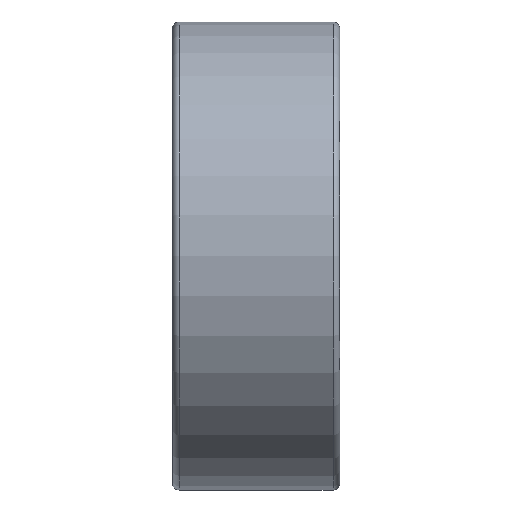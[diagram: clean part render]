
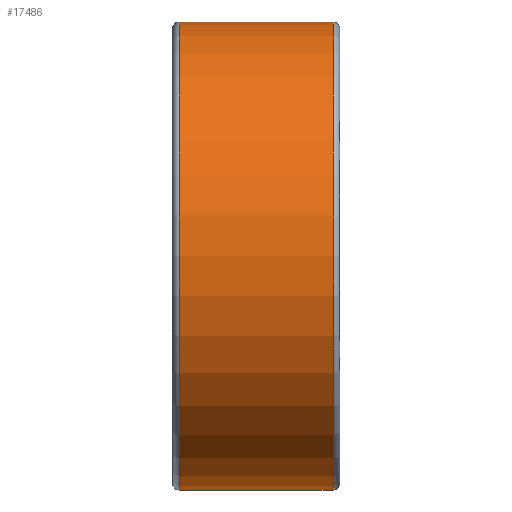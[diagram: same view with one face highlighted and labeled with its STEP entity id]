
A CAD part, top view. The second image highlights one B-rep face of the part: STEP entity #17486.
In plain terms, the highlighted cylindrical face has radius 7 mm (diameter 14 mm), a partial arc.
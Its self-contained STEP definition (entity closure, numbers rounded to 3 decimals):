
#7953=DIRECTION('',(-1.,0.,0.));
#7954=VECTOR('',#7953,4.6);
#7955=CARTESIAN_POINT('',(2.3,7.,0.));
#7956=LINE('',#7955,#7954);
#7960=DIRECTION('',(-1.,0.,0.));
#7961=VECTOR('',#7960,4.6);
#7962=CARTESIAN_POINT('',(2.3,-7.,0.));
#7963=LINE('',#7962,#7961);
#7975=CARTESIAN_POINT('',(2.3,0.,0.));
#7976=DIRECTION('',(1.,0.,0.));
#7977=DIRECTION('',(0.,1.,0.));
#7978=AXIS2_PLACEMENT_3D('',#7975,#7976,#7977);
#7983=CARTESIAN_POINT('',(-2.3,0.,0.));
#7984=DIRECTION('',(1.,0.,0.));
#7985=DIRECTION('',(0.,1.,0.));
#7986=AXIS2_PLACEMENT_3D('',#7983,#7984,#7985);
#14646=CARTESIAN_POINT('',(2.3,7.,0.));
#14647=CARTESIAN_POINT('',(-2.3,7.,0.));
#14648=VERTEX_POINT('',#14646);
#14649=VERTEX_POINT('',#14647);
#14658=CARTESIAN_POINT('',(2.3,-7.,0.));
#14659=CARTESIAN_POINT('',(-2.3,-7.,0.));
#14660=VERTEX_POINT('',#14658);
#14661=VERTEX_POINT('',#14659);
#17474=CARTESIAN_POINT('',(-2.75,0.,0.));
#17475=DIRECTION('',(1.,0.,0.));
#17476=DIRECTION('',(0.,-1.,0.));
#17477=AXIS2_PLACEMENT_3D('',#17474,#17475,#17476);
#17478=CYLINDRICAL_SURFACE('',#17477,7.);
#17479=ORIENTED_EDGE('',*,*,#17464,.F.);
#17480=ORIENTED_EDGE('',*,*,#17441,.T.);
#17481=ORIENTED_EDGE('',*,*,#17468,.T.);
#17483=ORIENTED_EDGE('',*,*,#17482,.F.);
#17484=EDGE_LOOP('',(#17479,#17480,#17481,#17483));
#17485=FACE_OUTER_BOUND('',#17484,.F.);
#7979=CIRCLE('',#7978,7.);
#7987=CIRCLE('',#7986,7.);
#17441=EDGE_CURVE('',#14648,#14660,#7979,.T.);
#17464=EDGE_CURVE('',#14648,#14649,#7956,.T.);
#17468=EDGE_CURVE('',#14660,#14661,#7963,.T.);
#17482=EDGE_CURVE('',#14649,#14661,#7987,.T.);
#17486=ADVANCED_FACE('',(#17485),#17478,.T.);
